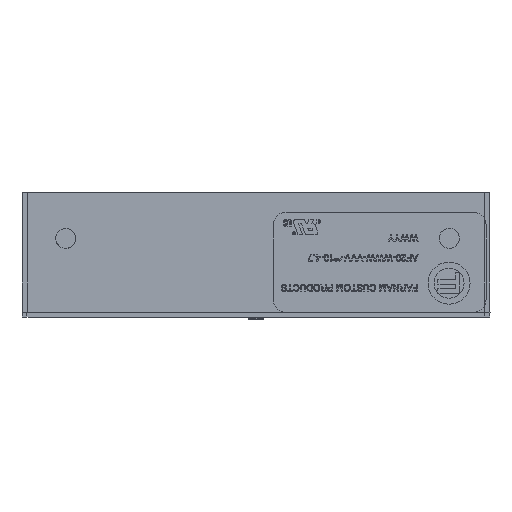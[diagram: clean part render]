
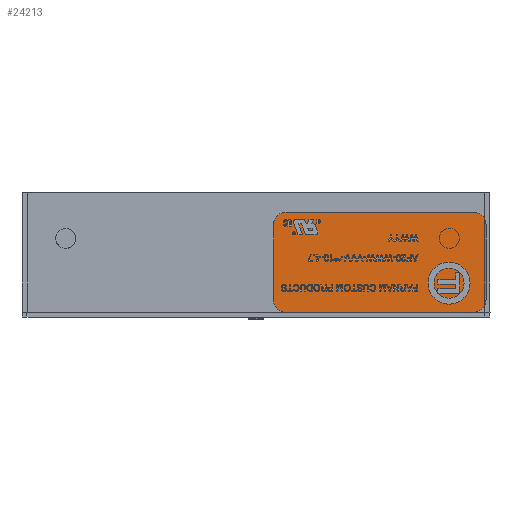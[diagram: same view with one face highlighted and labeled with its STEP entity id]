
A CAD part, front view. The second image highlights one B-rep face of the part: STEP entity #24213.
In plain terms, the highlighted planar face has unit normal (0, -1, 0).
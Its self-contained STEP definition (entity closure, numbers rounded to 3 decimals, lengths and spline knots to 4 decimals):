
#341 = CARTESIAN_POINT ( 'NONE',  ( 2.7347, -4.9688, 0.1744 ) ) ;
#485 = EDGE_CURVE ( 'NONE', #55108, #24372, #60156, .T. ) ;
#531 = CARTESIAN_POINT ( 'NONE',  ( 2.8597, -4.9688, 0.9244 ) ) ;
#1373 = CARTESIAN_POINT ( 'NONE',  ( 2.7347, -4.9688, 0.5494 ) ) ;
#1615 = EDGE_CURVE ( 'NONE', #24590, #55108, #23167, .T. ) ;
#2279 = CARTESIAN_POINT ( 'NONE',  ( 2.8597, -4.9688, 0.1744 ) ) ;
#2769 = EDGE_CURVE ( 'NONE', #24779, #24590, #48545, .T. ) ;
#3056 = CARTESIAN_POINT ( 'NONE',  ( 3.7972, -4.9688, 0.0494 ) ) ;
#4639 = ORIENTED_EDGE ( 'NONE', *, *, #16676, .T. ) ;
#4966 = ORIENTED_EDGE ( 'NONE', *, *, #57225, .T. ) ;
#5145 = AXIS2_PLACEMENT_3D ( 'NONE', #12037, #58099, #17213 ) ;
#5677 = DIRECTION ( 'NONE',  ( 1., 0., 0. ) ) ;
#6500 = DIRECTION ( 'NONE',  ( 0., 0., -1. ) ) ;
#6530 = VERTEX_POINT ( 'NONE', #23134 ) ;
#6979 = CARTESIAN_POINT ( 'NONE',  ( 2.8597, -4.9688, 1.0494 ) ) ;
#7425 = DIRECTION ( 'NONE',  ( 1., 0., 0. ) ) ;
#8225 = EDGE_LOOP ( 'NONE', ( #59266, #50680, #37252, #34191, #63750, #56950, #4966, #4639 ) ) ;
#8421 = CIRCLE ( 'NONE', #49677, 0.125 ) ;
#9464 = VECTOR ( 'NONE', #6500, 39.3701 ) ;
#11565 = CARTESIAN_POINT ( 'NONE',  ( 4.8597, -4.9688, 0.5494 ) ) ;
#12037 = CARTESIAN_POINT ( 'NONE',  ( 3.7972, -4.9688, 0.5494 ) ) ;
#12194 = CARTESIAN_POINT ( 'NONE',  ( 4.8597, -4.9688, 0.9244 ) ) ;
#12246 = EDGE_CURVE ( 'NONE', #6530, #23224, #27276, .T. ) ;
#12587 = DIRECTION ( 'NONE',  ( -1., 0., 0. ) ) ;
#13024 = VERTEX_POINT ( 'NONE', #22732 ) ;
#16676 = EDGE_CURVE ( 'NONE', #13024, #24779, #26972, .T. ) ;
#17213 = DIRECTION ( 'NONE',  ( 1., 0., 0. ) ) ;
#19606 = DIRECTION ( 'NONE',  ( 0., -1., 0. ) ) ;
#21821 = VERTEX_POINT ( 'NONE', #44729 ) ;
#22732 = CARTESIAN_POINT ( 'NONE',  ( 4.7347, -4.9688, 1.0494 ) ) ;
#23134 = CARTESIAN_POINT ( 'NONE',  ( 4.8597, -4.9688, 0.1744 ) ) ;
#23167 = LINE ( 'NONE', #1373, #9464 ) ;
#23224 = VERTEX_POINT ( 'NONE', #12194 ) ;
#23749 = DIRECTION ( 'NONE',  ( 1., 0., 0. ) ) ;
#24213 = ADVANCED_FACE ( 'NONE', ( #49080 ), #42856, .T. ) ;
#24372 = VERTEX_POINT ( 'NONE', #54484 ) ;
#24590 = VERTEX_POINT ( 'NONE', #56031 ) ;
#24779 = VERTEX_POINT ( 'NONE', #6979 ) ;
#26972 = LINE ( 'NONE', #38253, #43846 ) ;
#27276 = LINE ( 'NONE', #11565, #66635 ) ;
#27484 = DIRECTION ( 'NONE',  ( 0., -1., 0. ) ) ;
#34191 = ORIENTED_EDGE ( 'NONE', *, *, #39919, .T. ) ;
#34718 = AXIS2_PLACEMENT_3D ( 'NONE', #531, #36531, #5677 ) ;
#36531 = DIRECTION ( 'NONE',  ( 0., -1., 0. ) ) ;
#37252 = ORIENTED_EDGE ( 'NONE', *, *, #485, .T. ) ;
#38253 = CARTESIAN_POINT ( 'NONE',  ( 3.7972, -4.9688, 1.0494 ) ) ;
#38260 = DIRECTION ( 'NONE',  ( 0., -1., 0. ) ) ;
#39919 = EDGE_CURVE ( 'NONE', #24372, #21821, #43719, .T. ) ;
#41866 = CIRCLE ( 'NONE', #55734, 0.125 ) ;
#42108 = VECTOR ( 'NONE', #23749, 39.3701 ) ;
#42380 = DIRECTION ( 'NONE',  ( 0., 0., 1. ) ) ;
#42856 = PLANE ( 'NONE',  #5145 ) ;
#43719 = LINE ( 'NONE', #3056, #42108 ) ;
#43846 = VECTOR ( 'NONE', #12587, 39.3701 ) ;
#44729 = CARTESIAN_POINT ( 'NONE',  ( 4.7347, -4.9688, 0.0494 ) ) ;
#48545 = CIRCLE ( 'NONE', #34718, 0.125 ) ;
#49080 = FACE_OUTER_BOUND ( 'NONE', #8225, .T. ) ;
#49677 = AXIS2_PLACEMENT_3D ( 'NONE', #58225, #27484, #63408 ) ;
#50391 = CARTESIAN_POINT ( 'NONE',  ( 4.7347, -4.9688, 0.9244 ) ) ;
#50680 = ORIENTED_EDGE ( 'NONE', *, *, #1615, .T. ) ;
#54484 = CARTESIAN_POINT ( 'NONE',  ( 2.8597, -4.9688, 0.0494 ) ) ;
#55108 = VERTEX_POINT ( 'NONE', #341 ) ;
#55562 = DIRECTION ( 'NONE',  ( 1., 0., 0. ) ) ;
#55734 = AXIS2_PLACEMENT_3D ( 'NONE', #50391, #19606, #55562 ) ;
#56031 = CARTESIAN_POINT ( 'NONE',  ( 2.7347, -4.9688, 0.9244 ) ) ;
#56143 = EDGE_CURVE ( 'NONE', #21821, #6530, #8421, .T. ) ;
#56950 = ORIENTED_EDGE ( 'NONE', *, *, #12246, .T. ) ;
#57225 = EDGE_CURVE ( 'NONE', #23224, #13024, #41866, .T. ) ;
#58099 = DIRECTION ( 'NONE',  ( 0., -1., 0. ) ) ;
#58225 = CARTESIAN_POINT ( 'NONE',  ( 4.7347, -4.9688, 0.1744 ) ) ;
#59266 = ORIENTED_EDGE ( 'NONE', *, *, #2769, .T. ) ;
#60156 = CIRCLE ( 'NONE', #65630, 0.125 ) ;
#63408 = DIRECTION ( 'NONE',  ( 1., 0., 0. ) ) ;
#63750 = ORIENTED_EDGE ( 'NONE', *, *, #56143, .T. ) ;
#65630 = AXIS2_PLACEMENT_3D ( 'NONE', #2279, #38260, #7425 ) ;
#66635 = VECTOR ( 'NONE', #42380, 39.3701 ) ;
